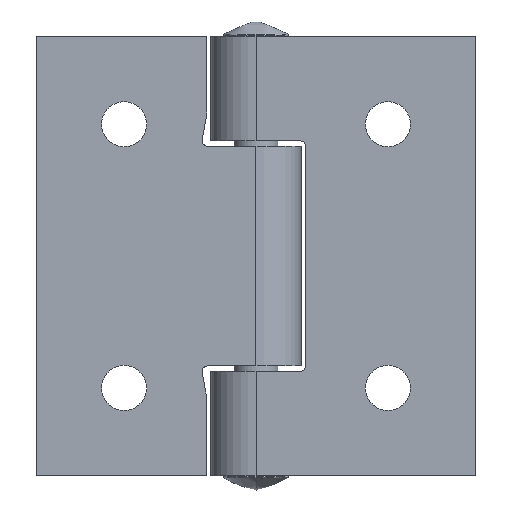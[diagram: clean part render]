
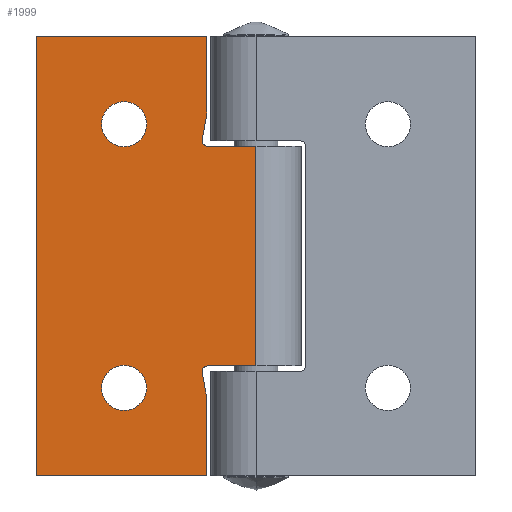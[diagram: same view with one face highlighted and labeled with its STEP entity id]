
A CAD part, front view. The second image highlights one B-rep face of the part: STEP entity #1999.
In plain terms, the highlighted planar face has unit normal (0, -1, 0).
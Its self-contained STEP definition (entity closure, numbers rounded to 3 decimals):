
#4 = CARTESIAN_POINT ( 'NONE',  ( -24.404, -2., 10.5 ) ) ;
#18 = LINE ( 'NONE', #2146, #1645 ) ;
#103 = ORIENTED_EDGE ( 'NONE', *, *, #133, .T. ) ;
#133 = EDGE_CURVE ( 'NONE', #1221, #1465, #341, .T. ) ;
#144 = DIRECTION ( 'NONE',  ( 0., 1., 0. ) ) ;
#167 = VECTOR ( 'NONE', #1672, 1000. ) ;
#192 = ORIENTED_EDGE ( 'NONE', *, *, #1200, .T. ) ;
#213 = VECTOR ( 'NONE', #1567, 1000. ) ;
#240 = LINE ( 'NONE', #311, #1307 ) ;
#267 = CIRCLE ( 'NONE', #1223, 2.05 ) ;
#311 = CARTESIAN_POINT ( 'NONE',  ( -40., -2., 20. ) ) ;
#328 = EDGE_CURVE ( 'NONE', #1465, #1329, #1734, .T. ) ;
#341 = LINE ( 'NONE', #2477, #1606 ) ;
#344 = DIRECTION ( 'NONE',  ( 0.174, 0., 0.985 ) ) ;
#348 = DIRECTION ( 'NONE',  ( -1., 0., 0. ) ) ;
#358 = LINE ( 'NONE', #1654, #167 ) ;
#373 = CARTESIAN_POINT ( 'NONE',  ( -24.5, -2., -12.836 ) ) ;
#383 = VERTEX_POINT ( 'NONE', #737 ) ;
#398 = DIRECTION ( 'NONE',  ( 1., 0., 0. ) ) ;
#413 = AXIS2_PLACEMENT_3D ( 'NONE', #511, #931, #2126 ) ;
#457 = ORIENTED_EDGE ( 'NONE', *, *, #875, .T. ) ;
#469 = DIRECTION ( 'NONE',  ( -1., 0., 0. ) ) ;
#471 = CARTESIAN_POINT ( 'NONE',  ( -24.5, -2., -20. ) ) ;
#496 = EDGE_CURVE ( 'NONE', #1871, #1470, #1245, .T. ) ;
#511 = CARTESIAN_POINT ( 'NONE',  ( -24.404, -2., -10.5 ) ) ;
#514 = ORIENTED_EDGE ( 'NONE', *, *, #609, .T. ) ;
#528 = ORIENTED_EDGE ( 'NONE', *, *, #1687, .T. ) ;
#533 = FACE_OUTER_BOUND ( 'NONE', #2097, .T. ) ;
#591 = DIRECTION ( 'NONE',  ( -1., 0., 0. ) ) ;
#609 = EDGE_CURVE ( 'NONE', #383, #811, #1215, .T. ) ;
#651 = VECTOR ( 'NONE', #1921, 1000. ) ;
#675 = EDGE_CURVE ( 'NONE', #2481, #1221, #18, .T. ) ;
#678 = DIRECTION ( 'NONE',  ( 0., 0., 1. ) ) ;
#717 = DIRECTION ( 'NONE',  ( 1., 0., 0. ) ) ;
#737 = CARTESIAN_POINT ( 'NONE',  ( -24.897, -2., -10.587 ) ) ;
#759 = ORIENTED_EDGE ( 'NONE', *, *, #2240, .T. ) ;
#780 = CARTESIAN_POINT ( 'NONE',  ( -29.95, -2., 12. ) ) ;
#785 = AXIS2_PLACEMENT_3D ( 'NONE', #1637, #2235, #591 ) ;
#811 = VERTEX_POINT ( 'NONE', #2176 ) ;
#835 = CARTESIAN_POINT ( 'NONE',  ( -24.897, -2., 10.587 ) ) ;
#864 = VECTOR ( 'NONE', #678, 1000. ) ;
#875 = EDGE_CURVE ( 'NONE', #1470, #1871, #955, .T. ) ;
#931 = DIRECTION ( 'NONE',  ( 0., 1., 0. ) ) ;
#949 = AXIS2_PLACEMENT_3D ( 'NONE', #1018, #2650, #398 ) ;
#955 = CIRCLE ( 'NONE', #785, 2.05 ) ;
#956 = CARTESIAN_POINT ( 'NONE',  ( -29.95, -2., -12. ) ) ;
#976 = DIRECTION ( 'NONE',  ( -1., 0., 0. ) ) ;
#1018 = CARTESIAN_POINT ( 'NONE',  ( -40., -2., -20. ) ) ;
#1036 = LINE ( 'NONE', #1932, #2047 ) ;
#1084 = LINE ( 'NONE', #471, #864 ) ;
#1118 = CARTESIAN_POINT ( 'NONE',  ( -24.5, -2., 20. ) ) ;
#1127 = ORIENTED_EDGE ( 'NONE', *, *, #1413, .T. ) ;
#1200 = EDGE_CURVE ( 'NONE', #2241, #2481, #240, .T. ) ;
#1213 = EDGE_CURVE ( 'NONE', #1658, #2027, #1478, .T. ) ;
#1215 = CIRCLE ( 'NONE', #413, 0.5 ) ;
#1221 = VERTEX_POINT ( 'NONE', #1764 ) ;
#1223 = AXIS2_PLACEMENT_3D ( 'NONE', #1381, #144, #976 ) ;
#1245 = CIRCLE ( 'NONE', #2064, 2.05 ) ;
#1253 = DIRECTION ( 'NONE',  ( 0., 1., 0. ) ) ;
#1300 = CARTESIAN_POINT ( 'NONE',  ( -34.05, -2., -12. ) ) ;
#1307 = VECTOR ( 'NONE', #1977, 1000. ) ;
#1321 = CARTESIAN_POINT ( 'NONE',  ( -32., -2., 12. ) ) ;
#1328 = ORIENTED_EDGE ( 'NONE', *, *, #1213, .T. ) ;
#1329 = VERTEX_POINT ( 'NONE', #373 ) ;
#1363 = CARTESIAN_POINT ( 'NONE',  ( -20., -2., -10. ) ) ;
#1371 = VECTOR ( 'NONE', #2395, 1000. ) ;
#1381 = CARTESIAN_POINT ( 'NONE',  ( -32., -2., 12. ) ) ;
#1395 = CARTESIAN_POINT ( 'NONE',  ( -24.5, -2., -12.836 ) ) ;
#1413 = EDGE_CURVE ( 'NONE', #1498, #2241, #1084, .T. ) ;
#1427 = DIRECTION ( 'NONE',  ( 1., 0., 0. ) ) ;
#1465 = VERTEX_POINT ( 'NONE', #2106 ) ;
#1470 = VERTEX_POINT ( 'NONE', #1300 ) ;
#1477 = LINE ( 'NONE', #1580, #2129 ) ;
#1478 = LINE ( 'NONE', #1797, #213 ) ;
#1486 = ORIENTED_EDGE ( 'NONE', *, *, #2415, .T. ) ;
#1490 = ORIENTED_EDGE ( 'NONE', *, *, #1936, .T. ) ;
#1494 = ORIENTED_EDGE ( 'NONE', *, *, #496, .T. ) ;
#1498 = VERTEX_POINT ( 'NONE', #1910 ) ;
#1510 = DIRECTION ( 'NONE',  ( 0., 0., -1. ) ) ;
#1520 = ORIENTED_EDGE ( 'NONE', *, *, #675, .T. ) ;
#1532 = CARTESIAN_POINT ( 'NONE',  ( -24.5, -2., -20. ) ) ;
#1553 = CIRCLE ( 'NONE', #1679, 0.5 ) ;
#1567 = DIRECTION ( 'NONE',  ( 0., 0., 1. ) ) ;
#1580 = CARTESIAN_POINT ( 'NONE',  ( -24.897, -2., 10.587 ) ) ;
#1591 = AXIS2_PLACEMENT_3D ( 'NONE', #1321, #2121, #469 ) ;
#1594 = CARTESIAN_POINT ( 'NONE',  ( -32., -2., -12. ) ) ;
#1605 = CARTESIAN_POINT ( 'NONE',  ( -34.05, -2., 12. ) ) ;
#1606 = VECTOR ( 'NONE', #1427, 1000. ) ;
#1614 = CARTESIAN_POINT ( 'NONE',  ( -24.404, -2., 10. ) ) ;
#1616 = VERTEX_POINT ( 'NONE', #1605 ) ;
#1636 = FACE_BOUND ( 'NONE', #2440, .T. ) ;
#1637 = CARTESIAN_POINT ( 'NONE',  ( -32., -2., -12. ) ) ;
#1645 = VECTOR ( 'NONE', #1510, 1000. ) ;
#1646 = CARTESIAN_POINT ( 'NONE',  ( -40., -2., 20. ) ) ;
#1654 = CARTESIAN_POINT ( 'NONE',  ( -40., -2., 10. ) ) ;
#1655 = ORIENTED_EDGE ( 'NONE', *, *, #1705, .T. ) ;
#1658 = VERTEX_POINT ( 'NONE', #1363 ) ;
#1665 = DIRECTION ( 'NONE',  ( 1., 0., 0. ) ) ;
#1672 = DIRECTION ( 'NONE',  ( -1., 0., 0. ) ) ;
#1679 = AXIS2_PLACEMENT_3D ( 'NONE', #4, #1253, #1665 ) ;
#1687 = EDGE_CURVE ( 'NONE', #2092, #1498, #1477, .T. ) ;
#1705 = EDGE_CURVE ( 'NONE', #1873, #1616, #267, .T. ) ;
#1734 = LINE ( 'NONE', #1532, #651 ) ;
#1764 = CARTESIAN_POINT ( 'NONE',  ( -40., -2., -20. ) ) ;
#1797 = CARTESIAN_POINT ( 'NONE',  ( -20., -2., -20. ) ) ;
#1807 = EDGE_CURVE ( 'NONE', #1616, #1873, #2360, .T. ) ;
#1816 = ORIENTED_EDGE ( 'NONE', *, *, #2519, .T. ) ;
#1871 = VERTEX_POINT ( 'NONE', #956 ) ;
#1873 = VERTEX_POINT ( 'NONE', #780 ) ;
#1908 = LINE ( 'NONE', #1395, #1371 ) ;
#1910 = CARTESIAN_POINT ( 'NONE',  ( -24.5, -2., 12.836 ) ) ;
#1921 = DIRECTION ( 'NONE',  ( 0., 0., 1. ) ) ;
#1932 = CARTESIAN_POINT ( 'NONE',  ( -40., -2., -10. ) ) ;
#1936 = EDGE_CURVE ( 'NONE', #1329, #383, #1908, .T. ) ;
#1977 = DIRECTION ( 'NONE',  ( -1., 0., 0. ) ) ;
#1999 = ADVANCED_FACE ( 'NONE', ( #1636, #2359, #533 ), #2242, .T. ) ;
#2027 = VERTEX_POINT ( 'NONE', #2253 ) ;
#2047 = VECTOR ( 'NONE', #717, 1000. ) ;
#2061 = EDGE_LOOP ( 'NONE', ( #2470, #1655 ) ) ;
#2064 = AXIS2_PLACEMENT_3D ( 'NONE', #1594, #2642, #348 ) ;
#2092 = VERTEX_POINT ( 'NONE', #835 ) ;
#2097 = EDGE_LOOP ( 'NONE', ( #1490, #514, #759, #1328, #1486, #1816, #528, #1127, #192, #1520, #103, #2184 ) ) ;
#2106 = CARTESIAN_POINT ( 'NONE',  ( -24.5, -2., -20. ) ) ;
#2121 = DIRECTION ( 'NONE',  ( 0., 1., 0. ) ) ;
#2126 = DIRECTION ( 'NONE',  ( 1., 0., 0. ) ) ;
#2129 = VECTOR ( 'NONE', #344, 1000. ) ;
#2146 = CARTESIAN_POINT ( 'NONE',  ( -40., -2., -20. ) ) ;
#2176 = CARTESIAN_POINT ( 'NONE',  ( -24.404, -2., -10. ) ) ;
#2184 = ORIENTED_EDGE ( 'NONE', *, *, #328, .T. ) ;
#2235 = DIRECTION ( 'NONE',  ( 0., 1., 0. ) ) ;
#2240 = EDGE_CURVE ( 'NONE', #811, #1658, #1036, .T. ) ;
#2241 = VERTEX_POINT ( 'NONE', #1118 ) ;
#2242 = PLANE ( 'NONE',  #949 ) ;
#2253 = CARTESIAN_POINT ( 'NONE',  ( -20., -2., 10. ) ) ;
#2359 = FACE_BOUND ( 'NONE', #2061, .T. ) ;
#2360 = CIRCLE ( 'NONE', #1591, 2.05 ) ;
#2375 = VERTEX_POINT ( 'NONE', #1614 ) ;
#2395 = DIRECTION ( 'NONE',  ( -0.174, 0., 0.985 ) ) ;
#2415 = EDGE_CURVE ( 'NONE', #2027, #2375, #358, .T. ) ;
#2440 = EDGE_LOOP ( 'NONE', ( #457, #1494 ) ) ;
#2470 = ORIENTED_EDGE ( 'NONE', *, *, #1807, .T. ) ;
#2477 = CARTESIAN_POINT ( 'NONE',  ( -40., -2., -20. ) ) ;
#2481 = VERTEX_POINT ( 'NONE', #1646 ) ;
#2519 = EDGE_CURVE ( 'NONE', #2375, #2092, #1553, .T. ) ;
#2642 = DIRECTION ( 'NONE',  ( 0., 1., 0. ) ) ;
#2650 = DIRECTION ( 'NONE',  ( 0., -1., 0. ) ) ;
